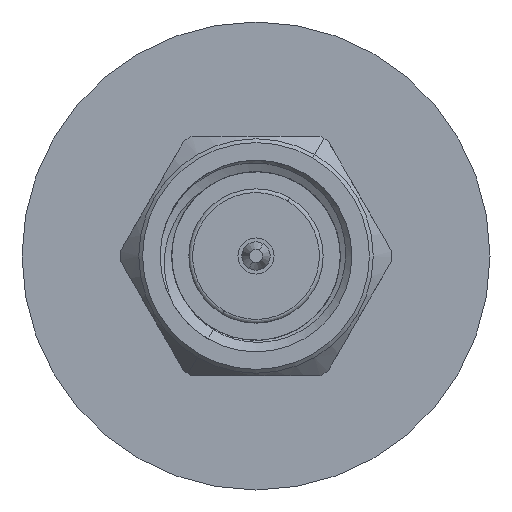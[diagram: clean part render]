
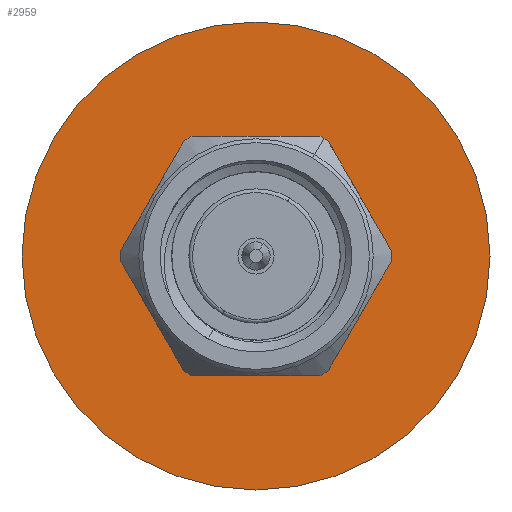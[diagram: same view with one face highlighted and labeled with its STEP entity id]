
A CAD part, left-side view. The second image highlights one B-rep face of the part: STEP entity #2959.
In plain terms, the highlighted planar face has unit normal (-1, 0, 0).
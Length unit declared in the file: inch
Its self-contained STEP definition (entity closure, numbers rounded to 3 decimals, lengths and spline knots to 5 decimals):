
#51 = CARTESIAN_POINT ( 'NONE',  ( 0., 0., -0.125 ) ) ;
#270 = VERTEX_POINT ( 'NONE', #6122 ) ;
#532 = ORIENTED_EDGE ( 'NONE', *, *, #1237, .T. ) ;
#859 = EDGE_CURVE ( 'NONE', #7234, #270, #6418, .T. ) ;
#884 = DIRECTION ( 'NONE',  ( -1., 0., 0. ) ) ;
#1040 = EDGE_CURVE ( 'NONE', #6179, #2330, #5515, .T. ) ;
#1176 = CARTESIAN_POINT ( 'NONE',  ( 0., 0., 0. ) ) ;
#1237 = EDGE_CURVE ( 'NONE', #270, #7234, #5329, .T. ) ;
#1303 = ORIENTED_EDGE ( 'NONE', *, *, #5568, .F. ) ;
#1658 = EDGE_LOOP ( 'NONE', ( #532, #5737 ) ) ;
#1775 = CARTESIAN_POINT ( 'NONE',  ( 0., 0., 0. ) ) ;
#1838 = FACE_OUTER_BOUND ( 'NONE', #1658, .T. ) ;
#1918 = AXIS2_PLACEMENT_3D ( 'NONE', #2046, #884, #4368 ) ;
#2007 = CARTESIAN_POINT ( 'NONE',  ( 0., 0., 0.125 ) ) ;
#2046 = CARTESIAN_POINT ( 'NONE',  ( 0., 0., 0. ) ) ;
#2330 = VERTEX_POINT ( 'NONE', #51 ) ;
#2338 = EDGE_LOOP ( 'NONE', ( #6126, #1303 ) ) ;
#2755 = FACE_BOUND ( 'NONE', #2338, .T. ) ;
#2927 = DIRECTION ( 'NONE',  ( -1., 0., 0. ) ) ;
#2959 = ADVANCED_FACE ( 'NONE', ( #2755, #1838 ), #4915, .F. ) ;
#3814 = DIRECTION ( 'NONE',  ( 1., 0., 0. ) ) ;
#3846 = AXIS2_PLACEMENT_3D ( 'NONE', #1775, #6830, #4008 ) ;
#3905 = AXIS2_PLACEMENT_3D ( 'NONE', #4431, #3814, #6123 ) ;
#4008 = DIRECTION ( 'NONE',  ( 0., -1., 0. ) ) ;
#4011 = DIRECTION ( 'NONE',  ( -1., 0., 0. ) ) ;
#4188 = CARTESIAN_POINT ( 'NONE',  ( 0., 0.305, 0. ) ) ;
#4368 = DIRECTION ( 'NONE',  ( 0., -1., 0. ) ) ;
#4431 = CARTESIAN_POINT ( 'NONE',  ( 0., 0.305, 0. ) ) ;
#4455 = AXIS2_PLACEMENT_3D ( 'NONE', #5731, #2927, #6247 ) ;
#4915 = PLANE ( 'NONE',  #3905 ) ;
#5329 = CIRCLE ( 'NONE', #3846, 0.305 ) ;
#5515 = CIRCLE ( 'NONE', #4455, 0.125 ) ;
#5549 = AXIS2_PLACEMENT_3D ( 'NONE', #1176, #4011, #7375 ) ;
#5568 = EDGE_CURVE ( 'NONE', #2330, #6179, #5793, .T. ) ;
#5731 = CARTESIAN_POINT ( 'NONE',  ( 0., 0., 0. ) ) ;
#5737 = ORIENTED_EDGE ( 'NONE', *, *, #859, .T. ) ;
#5793 = CIRCLE ( 'NONE', #5549, 0.125 ) ;
#6122 = CARTESIAN_POINT ( 'NONE',  ( 0., -0.305, 0. ) ) ;
#6123 = DIRECTION ( 'NONE',  ( 0., 1., 0. ) ) ;
#6126 = ORIENTED_EDGE ( 'NONE', *, *, #1040, .F. ) ;
#6179 = VERTEX_POINT ( 'NONE', #2007 ) ;
#6247 = DIRECTION ( 'NONE',  ( 0., 1., 0. ) ) ;
#6418 = CIRCLE ( 'NONE', #1918, 0.305 ) ;
#6830 = DIRECTION ( 'NONE',  ( -1., 0., 0. ) ) ;
#7234 = VERTEX_POINT ( 'NONE', #4188 ) ;
#7375 = DIRECTION ( 'NONE',  ( 0., 1., 0. ) ) ;
